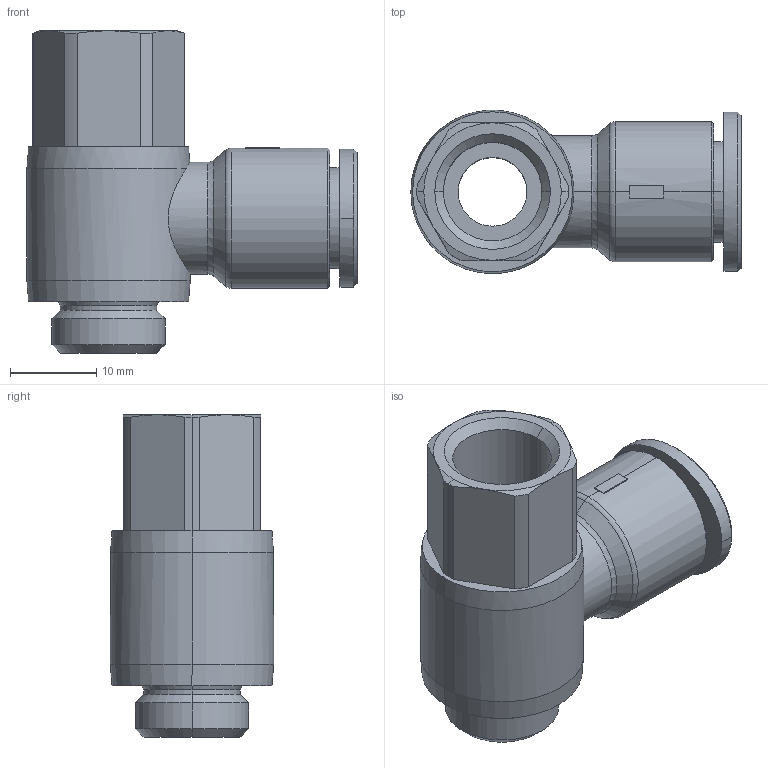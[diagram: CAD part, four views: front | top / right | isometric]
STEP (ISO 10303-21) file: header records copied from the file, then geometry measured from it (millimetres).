
FILE_DESCRIPTION((''),'2;1');
FILE_NAME('GPHF_10G02-G02(3D).stp','2012-12-20T18:28:54',(''),(''),'Mechanical Desktop.R8.0.24.0','Mechanical Desktop.R8.0.24.0',', , ');
FILE_SCHEMA(('CONFIG_CONTROL_DESIGN'));
Length unit declared in the file: millimetre
Products named in the file (2): GPHF_10G02-G02(3D); 睡ヶ1
Assembly tree (1 placements, depth 2):
  GPHF_10G02-G02(3D)
    睡ヶ1
Bounding box: 38.4 x 19 x 37.5 mm (x, y, z)
Volume: 8294.3 mm3; surface area: 7106.2 mm2
Topology: 1 solids, 1 shells, 477 faces, 1324 edges, 868 vertices
Faces by surface type: plane 398, cone 36, cylinder 31, bspline 10, torus 2
Entity records: 15586 total; most frequent: CARTESIAN_POINT 3279, ORIENTED_EDGE 2648, DIRECTION 2338, EDGE_CURVE 1324, VECTOR 1186, LINE 1186, VERTEX_POINT 868, AXIS2_PLACEMENT_3D 576
